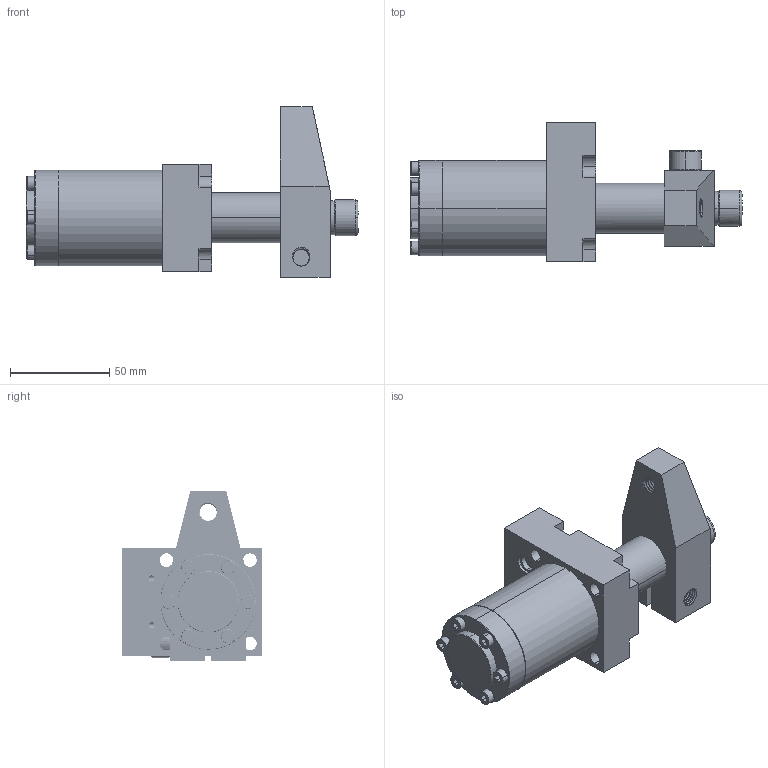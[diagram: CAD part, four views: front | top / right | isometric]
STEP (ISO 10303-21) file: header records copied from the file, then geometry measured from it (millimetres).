
FILE_DESCRIPTION (( 'STEP AP203' ), '1' );
FILE_NAME ('050d-92_asm.STEP', '2018-07-03T02:56:36', ( '' ), ( '' ), 'SwSTEP 2.0', 'SolidWorks 2015', '' );
FILE_SCHEMA (( 'CONFIG_CONTROL_DESIGN' ));
Length unit declared in the file: millimetre
Products named in the file (9): M4X30; M10LC; 050D-92HG; 030-92YB; 050d-92_asm; M12X20; DP; 050D-92HSG; 050D-92BT
Assembly tree (13 placements, depth 2):
  050d-92_asm
    050D-92BT
    050D-92HSG
    050D-92HG
    M4X30  x6
    030-92YB
    M10LC
    DP
    M12X20
Bounding box: 167 x 70.1 x 86 mm (x, y, z)
Volume: 266911.6 mm3; surface area: 76854.3 mm2
Topology: 13 solids, 13 shells, 1063 faces, 3199 edges, 2200 vertices
Faces by surface type: cylinder 641, bspline 232, plane 163, cone 27
Entity records: 72069 total; most frequent: CARTESIAN_POINT 57425, ORIENTED_EDGE 3484, DIRECTION 1896, EDGE_CURVE 1742, VERTEX_POINT 1230, B_SPLINE_CURVE_WITH_KNOTS 955, AXIS2_PLACEMENT_3D 701, EDGE_LOOP 622
